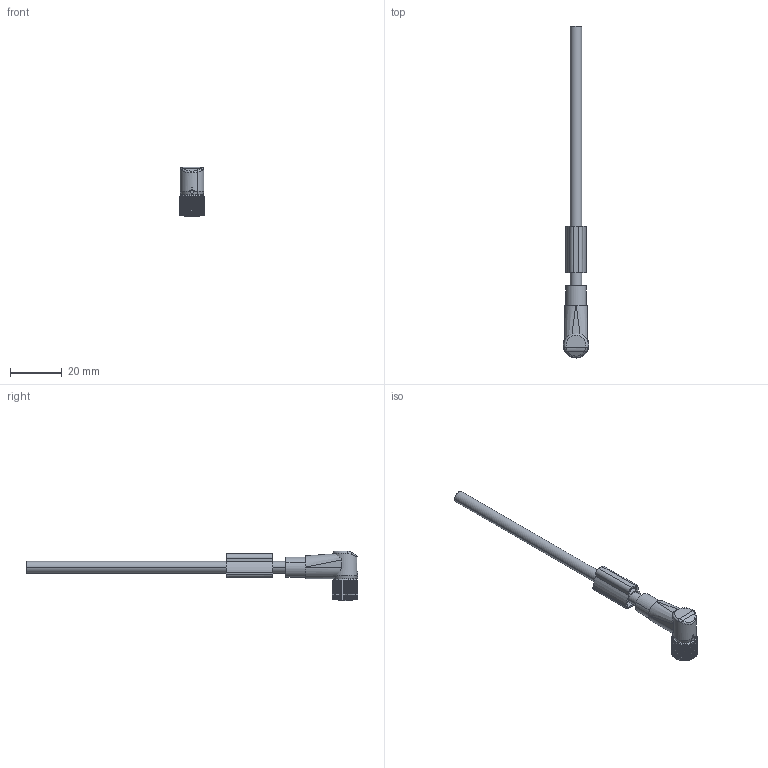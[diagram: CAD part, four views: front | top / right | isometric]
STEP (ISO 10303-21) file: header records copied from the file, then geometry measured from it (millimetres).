
FILE_DESCRIPTION(('CATIA V5 STEP Exchange','CAx-IF Rec.Pracs.--- Model Styling and Organization---1.4--- 2014-01-23'),'2;1');
FILE_NAME ('026772-3_0_1927320500_1927320500.stp','2020-05-12T06:33:25+00:00',('none'),('Weidmueller'),'CATIA Version 5-6 Release 2016 SP3 HF44','CATIA V5 STEP AP214','none');
FILE_SCHEMA(('AUTOMOTIVE_DESIGN { 1 0 10303 214 1 1 1 1 }'));
Length unit declared in the file: millimetre
Products named in the file (1): 1927320500
Bounding box: 9.91 x 127.75 x 19.1 mm (x, y, z)
Volume: 4297.6 mm3; surface area: 4921.5 mm2
Topology: 15 solids, 15 shells, 646 faces, 1721 edges, 1123 vertices
Faces by surface type: plane 278, cylinder 245, cone 72, torus 24, bspline 21, revolution 4, sphere 2
Entity records: 20839 total; most frequent: CARTESIAN_POINT 6456, ORIENTED_EDGE 3414, DIRECTION 2138, EDGE_CURVE 1707, VERTEX_POINT 1123, AXIS2_PLACEMENT_3D 1037, EDGE_LOOP 698, ADVANCED_FACE 646
